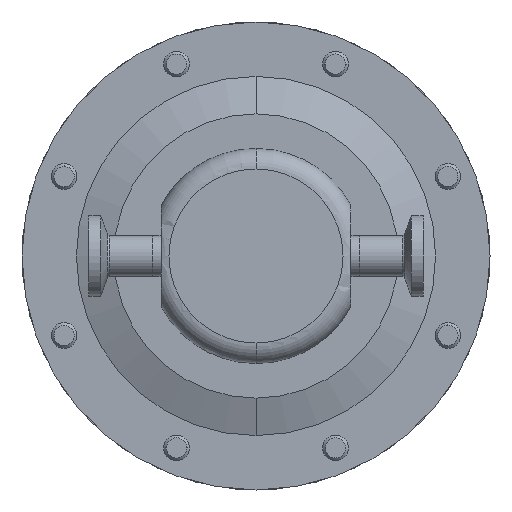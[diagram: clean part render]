
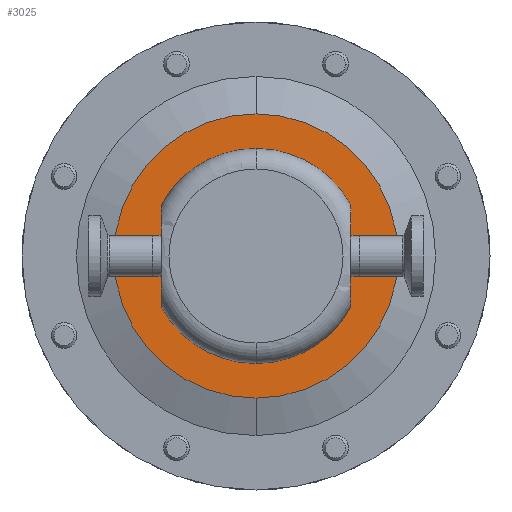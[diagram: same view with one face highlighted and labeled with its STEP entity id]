
A CAD part, front view. The second image highlights one B-rep face of the part: STEP entity #3025.
In plain terms, the highlighted planar face has unit normal (0, -1, 0).
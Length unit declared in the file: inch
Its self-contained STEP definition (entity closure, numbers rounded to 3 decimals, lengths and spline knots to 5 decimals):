
#37 = AXIS2_PLACEMENT_3D ( 'NONE', #1097, #1995, #309 ) ;
#217 = DIRECTION ( 'NONE',  ( 0., 0., 1. ) ) ;
#309 = DIRECTION ( 'NONE',  ( 0., 0., 1. ) ) ;
#336 = AXIS2_PLACEMENT_3D ( 'NONE', #8656, #5670, #217 ) ;
#1097 = CARTESIAN_POINT ( 'NONE',  ( 0., 0.8175, 0. ) ) ;
#1332 = AXIS2_PLACEMENT_3D ( 'NONE', #9453, #4013, #9424 ) ;
#1713 = DIRECTION ( 'NONE',  ( 0., 0., 1. ) ) ;
#1722 = DIRECTION ( 'NONE',  ( 0., 0., 1. ) ) ;
#1760 = CARTESIAN_POINT ( 'NONE',  ( 0., 0.8175, 0. ) ) ;
#1988 = VERTEX_POINT ( 'NONE', #8256 ) ;
#1995 = DIRECTION ( 'NONE',  ( 0., -1., 0. ) ) ;
#2531 = CARTESIAN_POINT ( 'NONE',  ( 0., 0.8175, 0. ) ) ;
#2693 = CIRCLE ( 'NONE', #3655, 1.73079 ) ;
#2868 = CARTESIAN_POINT ( 'NONE',  ( 0., 0.8175, -1.15608 ) ) ;
#2932 = FACE_BOUND ( 'NONE', #8138, .T. ) ;
#3025 = ADVANCED_FACE ( 'NONE', ( #2932, #7190 ), #7194, .F. ) ;
#3371 = VERTEX_POINT ( 'NONE', #5294 ) ;
#3457 = EDGE_CURVE ( 'NONE', #7203, #8560, #9442, .T. ) ;
#3655 = AXIS2_PLACEMENT_3D ( 'NONE', #1760, #7919, #1722 ) ;
#4001 = EDGE_CURVE ( 'NONE', #8560, #7203, #5830, .T. ) ;
#4013 = DIRECTION ( 'NONE',  ( 0., -1., 0. ) ) ;
#4714 = EDGE_LOOP ( 'NONE', ( #7000, #7509 ) ) ;
#4805 = EDGE_CURVE ( 'NONE', #1988, #3371, #2693, .T. ) ;
#5294 = CARTESIAN_POINT ( 'NONE',  ( 0., 0.8175, 1.73079 ) ) ;
#5670 = DIRECTION ( 'NONE',  ( 0., 1., 0. ) ) ;
#5681 = CARTESIAN_POINT ( 'NONE',  ( 0., 0.8175, 1.15608 ) ) ;
#5830 = CIRCLE ( 'NONE', #37, 1.15608 ) ;
#6484 = EDGE_CURVE ( 'NONE', #3371, #1988, #6754, .T. ) ;
#6754 = CIRCLE ( 'NONE', #1332, 1.73079 ) ;
#7000 = ORIENTED_EDGE ( 'NONE', *, *, #6484, .T. ) ;
#7190 = FACE_OUTER_BOUND ( 'NONE', #4714, .T. ) ;
#7194 = PLANE ( 'NONE',  #336 ) ;
#7203 = VERTEX_POINT ( 'NONE', #5681 ) ;
#7248 = ORIENTED_EDGE ( 'NONE', *, *, #4001, .F. ) ;
#7400 = ORIENTED_EDGE ( 'NONE', *, *, #3457, .F. ) ;
#7509 = ORIENTED_EDGE ( 'NONE', *, *, #4805, .T. ) ;
#7919 = DIRECTION ( 'NONE',  ( 0., -1., 0. ) ) ;
#8138 = EDGE_LOOP ( 'NONE', ( #7400, #7248 ) ) ;
#8256 = CARTESIAN_POINT ( 'NONE',  ( 0., 0.8175, -1.73079 ) ) ;
#8560 = VERTEX_POINT ( 'NONE', #2868 ) ;
#8656 = CARTESIAN_POINT ( 'NONE',  ( 0., 0.8175, 0. ) ) ;
#9075 = AXIS2_PLACEMENT_3D ( 'NONE', #2531, #9585, #1713 ) ;
#9424 = DIRECTION ( 'NONE',  ( 0., 0., 1. ) ) ;
#9442 = CIRCLE ( 'NONE', #9075, 1.15608 ) ;
#9453 = CARTESIAN_POINT ( 'NONE',  ( 0., 0.8175, 0. ) ) ;
#9585 = DIRECTION ( 'NONE',  ( 0., -1., 0. ) ) ;
